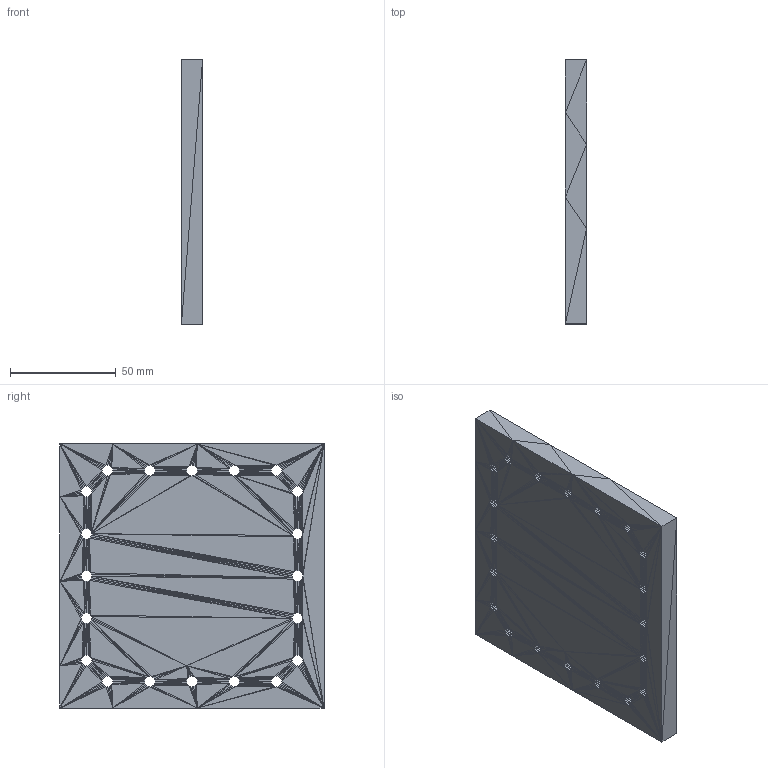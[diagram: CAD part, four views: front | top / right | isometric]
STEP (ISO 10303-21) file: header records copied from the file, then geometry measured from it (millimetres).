
FILE_DESCRIPTION(('STEP AP214'),'1');
FILE_NAME('Harmonic mount (1).stp','2024-12-04T17:11:15',(' '),(' '),'Spatial InterOp 3D',' ',' ');
FILE_SCHEMA(('automotive_design'));
Length unit declared in the file: metre
Products named in the file (1): Root
Bounding box: 10 x 125 x 125 mm (x, y, z)
Surface area: 38606.3 mm2 (no closed solid volume)
Topology: 0 solids, 1740 shells, 1740 faces, 5220 edges, 2461 vertices
Faces by surface type: plane 1740
Entity records: 57146 total; most frequent: DIRECTION 8702, ORIENTED_EDGE 5220, EDGE_CURVE 5220, LINE 5220, VECTOR 5220, CARTESIAN_POINT 2462, VERTEX_POINT 2461, AXIS2_PLACEMENT_3D 1741
